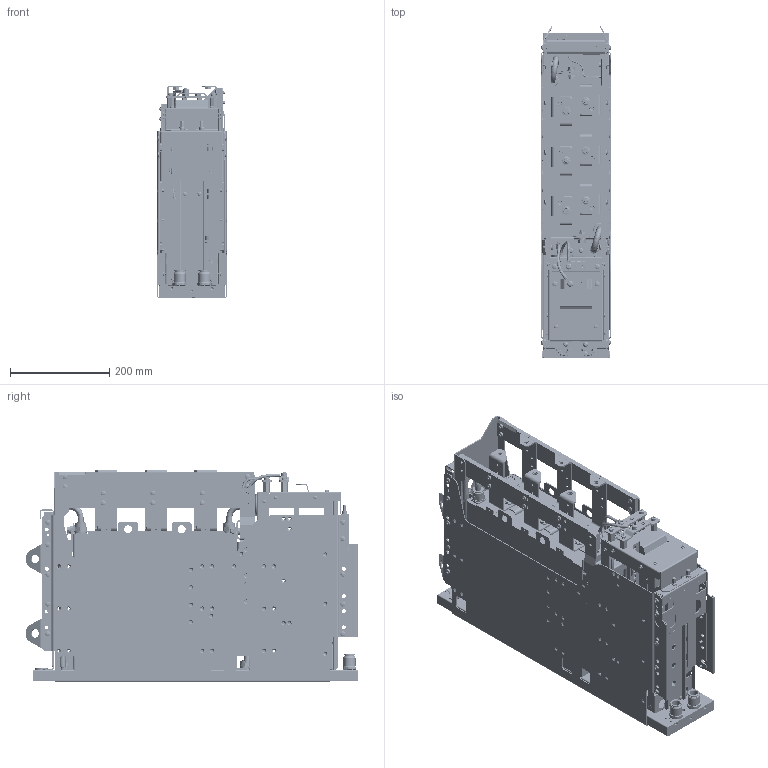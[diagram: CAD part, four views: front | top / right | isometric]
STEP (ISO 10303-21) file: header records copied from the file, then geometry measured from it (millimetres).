
FILE_DESCRIPTION(/* description */ (''),/* implementation_level */ '2;1');
FILE_NAME(/* name */ 'MCAD-OF7D1-M-LC-570A-A1-E00-A.stp',/* time_stamp */ '2022-10-20T15:43:26+03:00',/* author */ (''),/* organization */ (''),/* preprocessor_version */ 'ST-DEVELOPER v16.7',/* originating_system */ 'SIEMENS PLM Software NX 1892',/* authorisation */ '');
FILE_SCHEMA (('AP203_CONFIGURATION_CONTROLLED_3D_DESIGN_OF_MECHANICAL_PARTS_AND_ASSEMBLIES_MIM_LF { 1 0 10303 403 2 1 2}'));
Bounding box: 140 x 669.31 x 429.39 mm (x, y, z)
Volume: 16551019.1 mm3; surface area: 2551524.2 mm2
Topology: 260 solids, 273 shells, 10771 faces, 27797 edges, 18307 vertices
Faces by surface type: plane 6658, cylinder 2802, cone 589, bspline 299, extrusion 202, torus 165, revolution 56
Full cylindrical faces by diameter (mm): 1 x15, 1.592 x3, 2.5 x1, 2.9 x76, 3 x6, 3.131 x3, 3.141 x3, 3.5 x8, 3.6 x27, 3.7 x10, 4 x34, 4.134 x4, 4.2 x20, 4.5 x36, 4.6 x24, 4.69 x2, 5 x90, 5.1 x2, 5.2 x4, 5.25 x6, 5.3 x8, 5.4 x6, 5.5 x39, 5.6 x4, 6 x3, 6.38 x4, 6.4 x6, 6.5 x13, 6.593 x3, 6.7 x10
Entity records: 297949 total; most frequent: CRTPNT 78420, ORNEDG 41704, DRCTN 38679, EDGCRV 20852, VECTOR 15470, LINE 15268, VRTPNT 14213, A2PL3D 11601
